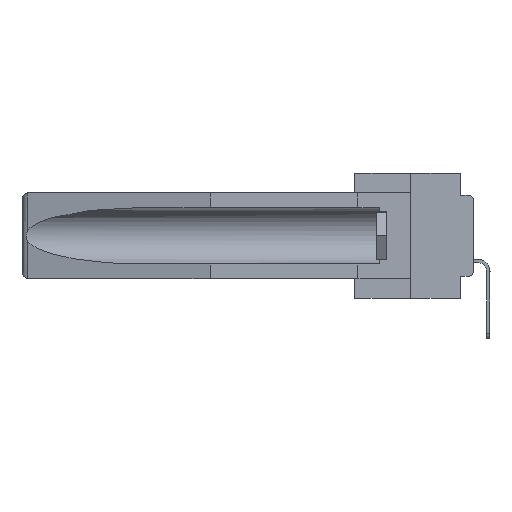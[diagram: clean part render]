
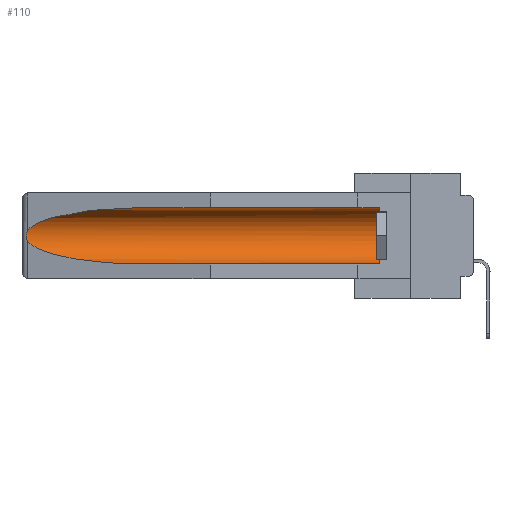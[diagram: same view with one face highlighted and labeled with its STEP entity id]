
A CAD part, left-side view. The second image highlights one B-rep face of the part: STEP entity #110.
In plain terms, the highlighted cylindrical face has radius 2.857 mm (diameter 5.715 mm), a partial arc.
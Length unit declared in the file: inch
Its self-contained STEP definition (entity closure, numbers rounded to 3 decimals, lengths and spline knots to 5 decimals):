
#102 = ORIENTED_EDGE ( 'NONE', *, *, #24389, .T. ) ;
#110 = ADVANCED_FACE ( 'NONE', ( #10469 ), #29581, .F. ) ;
#911 = CARTESIAN_POINT ( 'NONE',  ( 0.26537, 1.52718, -0.19328 ) ) ;
#960 = EDGE_CURVE ( 'NONE', #33481, #21509, #7646, .T. ) ;
#1177 = VERTEX_POINT ( 'NONE', #34483 ) ;
#1337 = CARTESIAN_POINT ( 'NONE',  ( 0.26537, 1.52718, -0.19328 ) ) ;
#1914 = CARTESIAN_POINT ( 'NONE',  ( 0.26654, 1.53092, -0.15636 ) ) ;
#2095 = CARTESIAN_POINT ( 'NONE',  ( 0.2673, 1.5327, -0.16383 ) ) ;
#2278 = VERTEX_POINT ( 'NONE', #5346 ) ;
#2888 = CIRCLE ( 'NONE', #24298, 0.1125 ) ;
#3138 = ORIENTED_EDGE ( 'NONE', *, *, #20757, .T. ) ;
#3961 = CARTESIAN_POINT ( 'NONE',  ( 0.25451, 1.48313, -0.24835 ) ) ;
#4513 = VERTEX_POINT ( 'NONE', #1337 ) ;
#4792 = CARTESIAN_POINT ( 'NONE',  ( 0.26537, 1.52718, -0.14972 ) ) ;
#4897 = CARTESIAN_POINT ( 'NONE',  ( 0.155, -0.30754, -0.1715 ) ) ;
#5074 = DIRECTION ( 'NONE',  ( 0., 0., 1. ) ) ;
#5284 = EDGE_LOOP ( 'NONE', ( #10526, #12895, #32714, #30139, #102, #3138 ) ) ;
#5346 = CARTESIAN_POINT ( 'NONE',  ( 0.155, 1.07973, -0.059 ) ) ;
#6680 = CARTESIAN_POINT ( 'NONE',  ( 0.21114, 1.30732, -0.059 ) ) ;
#7646 = LINE ( 'NONE', #29634, #23623 ) ;
#8271 = CARTESIAN_POINT ( 'NONE',  ( 0.155, 0.126, -0.1715 ) ) ;
#10179 = CARTESIAN_POINT ( 'NONE',  ( 0.26537, 1.52718, -0.19328 ) ) ;
#10469 = FACE_OUTER_BOUND ( 'NONE', #5284, .T. ) ;
#10526 = ORIENTED_EDGE ( 'NONE', *, *, #25365, .T. ) ;
#10542 = CARTESIAN_POINT ( 'NONE',  ( 0.2675, 1.53308, -0.16763 ) ) ;
#11555 = AXIS2_PLACEMENT_3D ( 'NONE', #4897, #35182, #5074 ) ;
#11748 = B_SPLINE_CURVE_WITH_KNOTS ( 'NONE', 3,
 ( #4792, #21363, #1914, #2095, #10542, #30002, #15770, #15403, #34900, #10179 ),
 .UNSPECIFIED., .F., .F.,
 ( 4, 2, 2, 2, 4 ),
 ( 0., 0.00029, 0.00058, 0.00087, 0.00117 ),
 .UNSPECIFIED. ) ;
#12056 = CARTESIAN_POINT ( 'NONE',  ( 0.155, 1.07973, -0.284 ) ) ;
#12068 = CARTESIAN_POINT ( 'NONE',  ( 0.25451, 1.48313, -0.09465 ) ) ;
#12895 = ORIENTED_EDGE ( 'NONE', *, *, #26288, .T. ) ;
#14019 = DIRECTION ( 'NONE',  ( 0., 0., 1. ) ) ;
#14498 = CARTESIAN_POINT ( 'NONE',  ( 0.26537, 1.52718, -0.14972 ) ) ;
#15403 = CARTESIAN_POINT ( 'NONE',  ( 0.26655, 1.53094, -0.18657 ) ) ;
#15770 = CARTESIAN_POINT ( 'NONE',  ( 0.2673, 1.53269, -0.17917 ) ) ;
#15921 = DIRECTION ( 'NONE',  ( 0., 1., 0. ) ) ;
#19435 = DIRECTION ( 'NONE',  ( 0., -1., 0. ) ) ;
#19441 =( BOUNDED_CURVE ( )  B_SPLINE_CURVE ( 3, ( #34623, #6680, #12068, #31917 ),
 .UNSPECIFIED., .F., .F. ) 
 B_SPLINE_CURVE_WITH_KNOTS ( ( 4, 4 ),
 ( 4.71239, 6.08839 ),
 .UNSPECIFIED. ) 
 CURVE ( )  GEOMETRIC_REPRESENTATION_ITEM ( )  RATIONAL_B_SPLINE_CURVE ( ( 1., 0.848, 0.848, 1. ) ) 
 REPRESENTATION_ITEM ( '' )  );
#20757 = EDGE_CURVE ( 'NONE', #1177, #2278, #30517, .T. ) ;
#21363 = CARTESIAN_POINT ( 'NONE',  ( 0.26597, 1.52961, -0.15275 ) ) ;
#21509 = VERTEX_POINT ( 'NONE', #28996 ) ;
#21707 = DIRECTION ( 'NONE',  ( 0., 1., 0. ) ) ;
#22895 = CARTESIAN_POINT ( 'NONE',  ( 0.21114, 1.30732, -0.284 ) ) ;
#23623 = VECTOR ( 'NONE', #15921, 39.37008 ) ;
#23927 = CARTESIAN_POINT ( 'NONE',  ( 0.155, 0.126, -0.284 ) ) ;
#24298 = AXIS2_PLACEMENT_3D ( 'NONE', #8271, #19435, #14019 ) ;
#24389 = EDGE_CURVE ( 'NONE', #33481, #1177, #2888, .T. ) ;
#25365 = EDGE_CURVE ( 'NONE', #2278, #26042, #19441, .T. ) ;
#26042 = VERTEX_POINT ( 'NONE', #14498 ) ;
#26288 = EDGE_CURVE ( 'NONE', #26042, #4513, #11748, .T. ) ;
#27613 = CARTESIAN_POINT ( 'NONE',  ( 0.155, -0.30754, -0.059 ) ) ;
#28996 = CARTESIAN_POINT ( 'NONE',  ( 0.155, 1.07973, -0.284 ) ) ;
#29370 = EDGE_CURVE ( 'NONE', #4513, #21509, #34620, .T. ) ;
#29581 = CYLINDRICAL_SURFACE ( 'NONE', #11555, 0.1125 ) ;
#29634 = CARTESIAN_POINT ( 'NONE',  ( 0.155, -0.30754, -0.284 ) ) ;
#30002 = CARTESIAN_POINT ( 'NONE',  ( 0.2675, 1.53308, -0.17534 ) ) ;
#30139 = ORIENTED_EDGE ( 'NONE', *, *, #960, .F. ) ;
#30517 = LINE ( 'NONE', #27613, #32641 ) ;
#31917 = CARTESIAN_POINT ( 'NONE',  ( 0.26537, 1.52718, -0.14972 ) ) ;
#32641 = VECTOR ( 'NONE', #21707, 39.37008 ) ;
#32714 = ORIENTED_EDGE ( 'NONE', *, *, #29370, .T. ) ;
#33481 = VERTEX_POINT ( 'NONE', #23927 ) ;
#34483 = CARTESIAN_POINT ( 'NONE',  ( 0.155, 0.126, -0.059 ) ) ;
#34620 =( BOUNDED_CURVE ( )  B_SPLINE_CURVE ( 3, ( #911, #3961, #22895, #12056 ),
 .UNSPECIFIED., .F., .F. ) 
 B_SPLINE_CURVE_WITH_KNOTS ( ( 4, 4 ),
 ( 0.1948, 1.5708 ),
 .UNSPECIFIED. ) 
 CURVE ( )  GEOMETRIC_REPRESENTATION_ITEM ( )  RATIONAL_B_SPLINE_CURVE ( ( 1., 0.848, 0.848, 1. ) ) 
 REPRESENTATION_ITEM ( '' )  );
#34623 = CARTESIAN_POINT ( 'NONE',  ( 0.155, 1.07973, -0.059 ) ) ;
#34900 = CARTESIAN_POINT ( 'NONE',  ( 0.26597, 1.5296, -0.19026 ) ) ;
#35182 = DIRECTION ( 'NONE',  ( 0., 1., 0. ) ) ;
